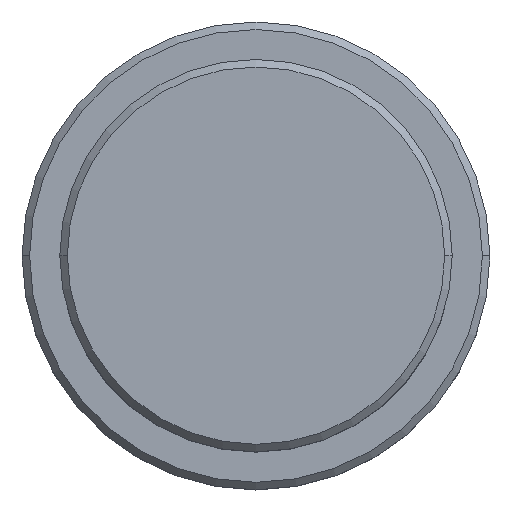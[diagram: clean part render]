
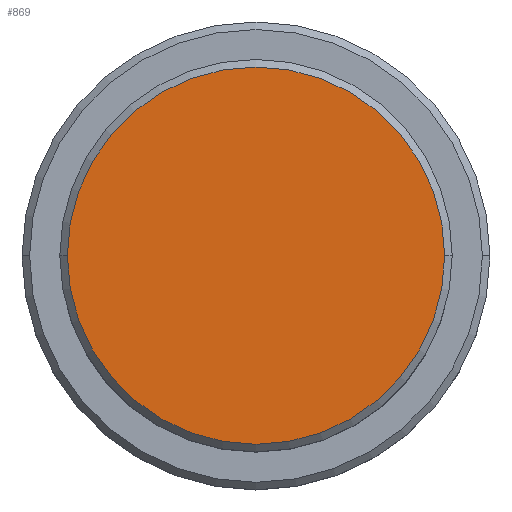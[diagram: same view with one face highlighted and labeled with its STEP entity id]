
A CAD part, top view. The second image highlights one B-rep face of the part: STEP entity #869.
In plain terms, the highlighted planar face has unit normal (0, 0, 1).
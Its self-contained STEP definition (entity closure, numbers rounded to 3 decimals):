
#102 = ORIENTED_EDGE ( 'NONE', *, *, #1306, .T. ) ;
#104 = VERTEX_POINT ( 'NONE', #1140 ) ;
#120 = DIRECTION ( 'NONE',  ( 1., 0., 0. ) ) ;
#195 = DIRECTION ( 'NONE',  ( 0., 0., 1. ) ) ;
#200 = CARTESIAN_POINT ( 'NONE',  ( 0., 0., 0. ) ) ;
#282 = AXIS2_PLACEMENT_3D ( 'NONE', #200, #714, #1287 ) ;
#294 = PLANE ( 'NONE',  #1315 ) ;
#467 = CARTESIAN_POINT ( 'NONE',  ( -12.5, 0., 0. ) ) ;
#557 = CARTESIAN_POINT ( 'NONE',  ( 0., 0., 0. ) ) ;
#561 = EDGE_CURVE ( 'NONE', #638, #104, #850, .T. ) ;
#611 = DIRECTION ( 'NONE',  ( 1., 0., 0. ) ) ;
#638 = VERTEX_POINT ( 'NONE', #467 ) ;
#714 = DIRECTION ( 'NONE',  ( 0., 0., 1. ) ) ;
#783 = EDGE_LOOP ( 'NONE', ( #994, #102 ) ) ;
#829 = CIRCLE ( 'NONE', #282, 12.5 ) ;
#834 = CARTESIAN_POINT ( 'NONE',  ( 0., 0., 0. ) ) ;
#850 = CIRCLE ( 'NONE', #1378, 12.5 ) ;
#869 = ADVANCED_FACE ( 'NONE', ( #1038 ), #294, .T. ) ;
#994 = ORIENTED_EDGE ( 'NONE', *, *, #561, .T. ) ;
#1038 = FACE_OUTER_BOUND ( 'NONE', #783, .T. ) ;
#1140 = CARTESIAN_POINT ( 'NONE',  ( 12.5, 0., 0. ) ) ;
#1204 = DIRECTION ( 'NONE',  ( 0., 0., 1. ) ) ;
#1287 = DIRECTION ( 'NONE',  ( 1., 0., 0. ) ) ;
#1306 = EDGE_CURVE ( 'NONE', #104, #638, #829, .T. ) ;
#1315 = AXIS2_PLACEMENT_3D ( 'NONE', #834, #195, #611 ) ;
#1378 = AXIS2_PLACEMENT_3D ( 'NONE', #557, #1204, #120 ) ;
